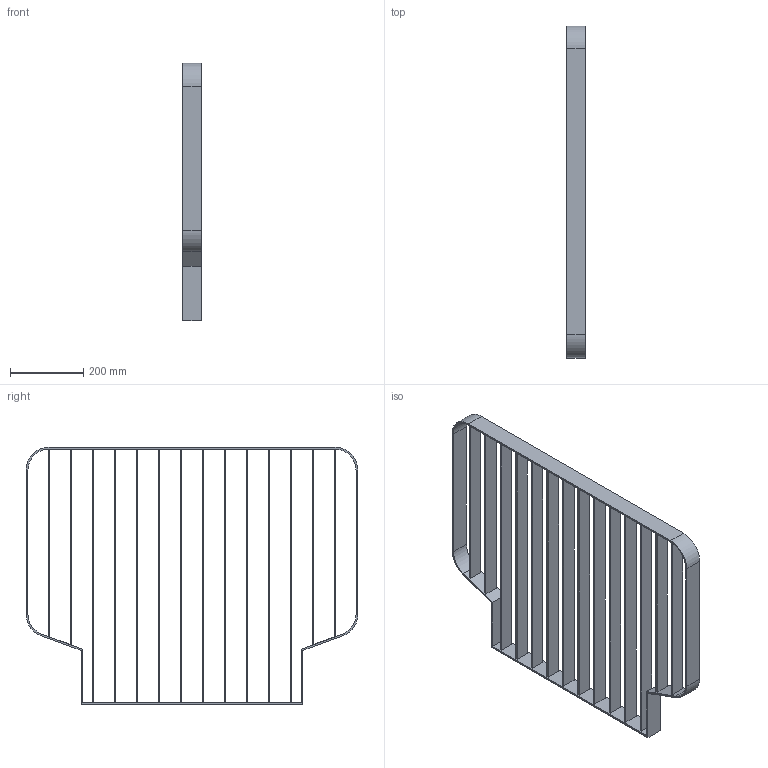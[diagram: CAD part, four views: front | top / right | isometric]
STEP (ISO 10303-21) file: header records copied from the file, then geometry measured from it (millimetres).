
FILE_DESCRIPTION(('STEP'), '1');
FILE_NAME('', '2022-06-13T10:45:55', (''), (''), 'Express v3.0.0.0', 'Express Tool', 'Unknown');
FILE_SCHEMA(('AUTOMOTIVE_DESIGN'));
Length unit declared in the file: millimetre
Products named in the file (1): ADSK-VK-PRJ-00002
Bounding box: 50 x 905 x 702.5 mm (x, y, z)
Volume: 2561426.4 mm3; surface area: 1139407.3 mm2
Topology: 1 solids, 1 shells, 82 faces, 246 edges, 164 vertices
Faces by surface type: bspline 82
Entity records: 2651 total; most frequent: CARTESIAN_POINT 1117, ORIENTED_EDGE 492, EDGE_CURVE 246, B_SPLINE_CURVE_WITH_KNOTS 226, VERTEX_POINT 164, EDGE_LOOP 110, ADVANCED_FACE 82, FACE_OUTER_BOUND 82
